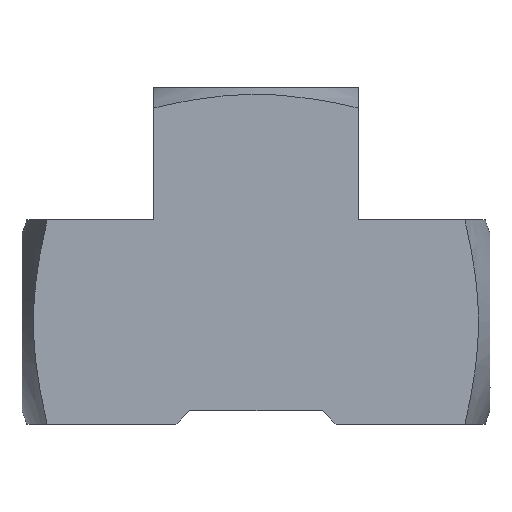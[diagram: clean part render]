
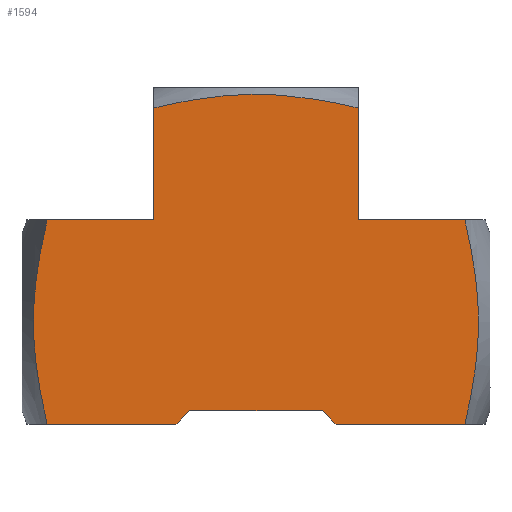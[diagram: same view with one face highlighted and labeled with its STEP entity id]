
A CAD part, front view. The second image highlights one B-rep face of the part: STEP entity #1594.
In plain terms, the highlighted face is planar.
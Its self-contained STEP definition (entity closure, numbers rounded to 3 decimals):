
#49=PLANE('',#1710);
#172=FACE_OUTER_BOUND('',#264,.T.);
#264=EDGE_LOOP('',(#1320,#1321,#1322,#1323,#1324,#1325,#1326,#1327,#1328,
#1329,#1330,#1331,#1332,#1333));
#318=(
BOUNDED_CURVE()
B_SPLINE_CURVE(2,(#2595,#2596,#2597),.UNSPECIFIED.,.F.,.F.)
B_SPLINE_CURVE_WITH_KNOTS((3,3),(53.288,91.313),
 .UNSPECIFIED.)
CURVE()
GEOMETRIC_REPRESENTATION_ITEM()
RATIONAL_B_SPLINE_CURVE((3.949,4.568,4.568))
REPRESENTATION_ITEM('')
);
#319=(
BOUNDED_CURVE()
B_SPLINE_CURVE(2,(#2606,#2607,#2608),.UNSPECIFIED.,.F.,.F.)
B_SPLINE_CURVE_WITH_KNOTS((3,3),(53.288,91.313),
 .UNSPECIFIED.)
CURVE()
GEOMETRIC_REPRESENTATION_ITEM()
RATIONAL_B_SPLINE_CURVE((3.949,4.568,4.568))
REPRESENTATION_ITEM('')
);
#353=(
BOUNDED_CURVE()
B_SPLINE_CURVE(2,(#7193,#7194,#7195),.UNSPECIFIED.,.F.,.F.)
B_SPLINE_CURVE_WITH_KNOTS((3,3),(38.786,98.155),
 .UNSPECIFIED.)
CURVE()
GEOMETRIC_REPRESENTATION_ITEM()
RATIONAL_B_SPLINE_CURVE((3.094,4.064,3.094))
REPRESENTATION_ITEM('')
);
#355=(
BOUNDED_CURVE()
B_SPLINE_CURVE(2,(#7209,#7210,#7211),.UNSPECIFIED.,.F.,.F.)
B_SPLINE_CURVE_WITH_KNOTS((3,3),(91.313,129.338),
 .UNSPECIFIED.)
CURVE()
GEOMETRIC_REPRESENTATION_ITEM()
RATIONAL_B_SPLINE_CURVE((4.568,4.568,3.949))
REPRESENTATION_ITEM('')
);
#356=(
BOUNDED_CURVE()
B_SPLINE_CURVE(2,(#7212,#7213,#7214),.UNSPECIFIED.,.F.,.F.)
B_SPLINE_CURVE_WITH_KNOTS((3,3),(91.313,129.338),
 .UNSPECIFIED.)
CURVE()
GEOMETRIC_REPRESENTATION_ITEM()
RATIONAL_B_SPLINE_CURVE((4.568,4.568,3.949))
REPRESENTATION_ITEM('')
);
#440=LINE('',#3003,#521);
#442=LINE('',#4883,#523);
#443=LINE('',#4886,#524);
#447=LINE('',#4895,#528);
#451=LINE('',#4903,#532);
#453=LINE('',#4906,#534);
#455=LINE('',#4911,#536);
#472=LINE('',#7198,#553);
#474=LINE('',#7207,#555);
#521=VECTOR('',#1862,1000.);
#523=VECTOR('',#1880,1.);
#524=VECTOR('',#1883,1000.);
#528=VECTOR('',#1889,1000.);
#532=VECTOR('',#1895,1000.);
#534=VECTOR('',#1899,1000.);
#536=VECTOR('',#1903,1000.);
#553=VECTOR('',#1988,1000.);
#555=VECTOR('',#1992,1000.);
#617=VERTEX_POINT('',#2589);
#618=VERTEX_POINT('',#2594);
#622=VERTEX_POINT('',#2605);
#651=VERTEX_POINT('',#3001);
#655=VERTEX_POINT('',#4879);
#656=VERTEX_POINT('',#4885);
#659=VERTEX_POINT('',#4892);
#660=VERTEX_POINT('',#4894);
#663=VERTEX_POINT('',#4901);
#664=VERTEX_POINT('',#4909);
#665=VERTEX_POINT('',#4910);
#702=VERTEX_POINT('',#7197);
#704=VERTEX_POINT('',#7206);
#705=VERTEX_POINT('',#7208);
#791=EDGE_CURVE('',#617,#618,#318,.T.);
#796=EDGE_CURVE('',#618,#622,#319,.F.);
#839=EDGE_CURVE('',#617,#651,#440,.T.);
#850=EDGE_CURVE('',#651,#655,#442,.T.);
#851=EDGE_CURVE('',#622,#656,#443,.T.);
#855=EDGE_CURVE('',#659,#660,#447,.T.);
#859=EDGE_CURVE('',#663,#659,#451,.T.);
#861=EDGE_CURVE('',#656,#663,#453,.T.);
#863=EDGE_CURVE('',#664,#665,#455,.T.);
#923=EDGE_CURVE('',#664,#655,#353,.T.);
#924=EDGE_CURVE('',#660,#702,#472,.T.);
#927=EDGE_CURVE('',#665,#704,#474,.T.);
#928=EDGE_CURVE('',#705,#704,#355,.T.);
#929=EDGE_CURVE('',#702,#705,#356,.F.);
#1320=ORIENTED_EDGE('',*,*,#927,.T.);
#1321=ORIENTED_EDGE('',*,*,#928,.F.);
#1322=ORIENTED_EDGE('',*,*,#929,.F.);
#1323=ORIENTED_EDGE('',*,*,#924,.F.);
#1324=ORIENTED_EDGE('',*,*,#855,.F.);
#1325=ORIENTED_EDGE('',*,*,#859,.F.);
#1326=ORIENTED_EDGE('',*,*,#861,.F.);
#1327=ORIENTED_EDGE('',*,*,#851,.F.);
#1328=ORIENTED_EDGE('',*,*,#796,.F.);
#1329=ORIENTED_EDGE('',*,*,#791,.F.);
#1330=ORIENTED_EDGE('',*,*,#839,.T.);
#1331=ORIENTED_EDGE('',*,*,#850,.T.);
#1332=ORIENTED_EDGE('',*,*,#923,.F.);
#1333=ORIENTED_EDGE('',*,*,#863,.T.);
#1594=ADVANCED_FACE('',(#172),#49,.F.);
#1710=AXIS2_PLACEMENT_3D('',#7205,#1990,#1991);
#1862=DIRECTION('',(-0.707,0.408,-0.577));
#1880=DIRECTION('',(0.,0.816,0.577));
#1883=DIRECTION('',(-0.707,0.408,-0.577));
#1889=DIRECTION('',(-0.5,-0.289,-0.816));
#1895=DIRECTION('',(-0.707,0.408,-0.577));
#1899=DIRECTION('',(-0.5,0.866,0.));
#1903=DIRECTION('',(0.,-0.816,-0.577));
#1988=DIRECTION('',(-0.707,0.408,-0.577));
#1990=DIRECTION('center_axis',(0.707,0.408,-0.577));
#1991=DIRECTION('ref_axis',(0.,0.816,0.577));
#1992=DIRECTION('',(-0.707,0.408,-0.577));
#2589=CARTESIAN_POINT('',(33.558,-45.497,-8656.407));
#2594=CARTESIAN_POINT('',(34.426,-53.481,-8660.99));
#2595=CARTESIAN_POINT('Ctrl Pts',(33.558,-45.497,-8656.407));
#2596=CARTESIAN_POINT('Ctrl Pts',(34.426,-50.246,-8658.702));
#2597=CARTESIAN_POINT('Ctrl Pts',(34.426,-53.481,-8660.99));
#2605=CARTESIAN_POINT('',(33.558,-60.464,-8666.99));
#2606=CARTESIAN_POINT('Ctrl Pts',(33.558,-60.464,-8666.99));
#2607=CARTESIAN_POINT('Ctrl Pts',(34.426,-56.716,-8663.277));
#2608=CARTESIAN_POINT('Ctrl Pts',(34.426,-53.481,-8660.99));
#3001=CARTESIAN_POINT('',(26.788,-41.588,-8661.934));
#3003=CARTESIAN_POINT('',(35.154,-46.418,-8655.104));
#4879=CARTESIAN_POINT('',(26.788,-33.384,-8656.133));
#4883=CARTESIAN_POINT('',(26.788,-33.971,-8656.548));
#4885=CARTESIAN_POINT('',(25.385,-55.745,-8673.663));
#4886=CARTESIAN_POINT('',(33.598,-60.487,-8666.957));
#4892=CARTESIAN_POINT('',(16.098,-49.381,-8680.537));
#4894=CARTESIAN_POINT('',(15.23,-49.882,-8681.955));
#4895=CARTESIAN_POINT('',(16.098,-49.381,-8680.537));
#4901=CARTESIAN_POINT('',(24.517,-54.241,-8673.663));
#4903=CARTESIAN_POINT('',(16.098,-49.381,-8680.537));
#4906=CARTESIAN_POINT('',(24.517,-54.241,-8673.663));
#4909=CARTESIAN_POINT('',(13.826,-25.9,-8666.716));
#4910=CARTESIAN_POINT('',(13.826,-34.105,-8672.518));
#4911=CARTESIAN_POINT('',(13.826,-29.974,-8669.597));
#7193=CARTESIAN_POINT('Ctrl Pts',(13.826,-25.9,-8666.716));
#7194=CARTESIAN_POINT('Ctrl Pts',(20.307,-27.876,-8660.176));
#7195=CARTESIAN_POINT('Ctrl Pts',(26.788,-33.384,-8656.133));
#7197=CARTESIAN_POINT('',(7.057,-45.163,-8688.628));
#7198=CARTESIAN_POINT('',(32.043,-59.589,-8668.227));
#7205=CARTESIAN_POINT('Origin',(32.043,-44.622,-8657.644));
#7206=CARTESIAN_POINT('',(7.057,-30.196,-8678.045));
#7207=CARTESIAN_POINT('',(32.043,-44.622,-8657.644));
#7208=CARTESIAN_POINT('',(6.189,-37.179,-8684.045));
#7209=CARTESIAN_POINT('Ctrl Pts',(6.189,-37.179,-8684.045));
#7210=CARTESIAN_POINT('Ctrl Pts',(6.189,-33.944,-8681.758));
#7211=CARTESIAN_POINT('Ctrl Pts',(7.057,-30.196,-8678.045));
#7212=CARTESIAN_POINT('Ctrl Pts',(6.189,-37.179,-8684.045));
#7213=CARTESIAN_POINT('Ctrl Pts',(6.189,-40.414,-8686.333));
#7214=CARTESIAN_POINT('Ctrl Pts',(7.057,-45.163,-8688.628));
